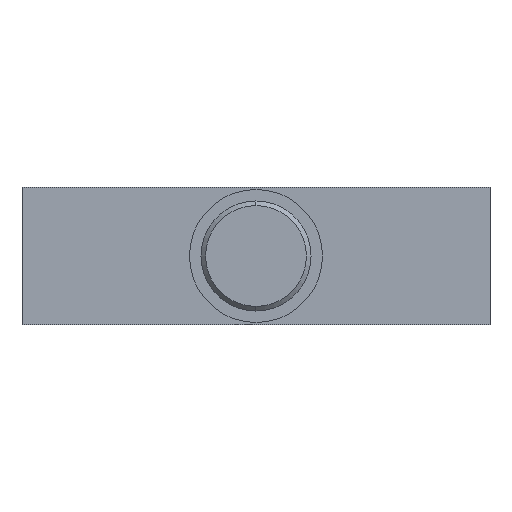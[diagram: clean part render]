
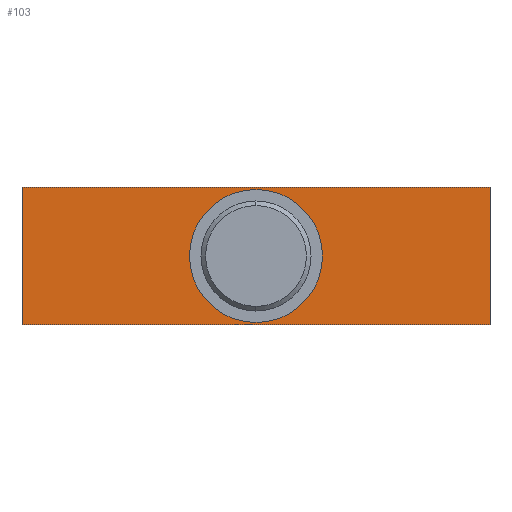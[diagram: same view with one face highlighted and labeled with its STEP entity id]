
A CAD part, left-side view. The second image highlights one B-rep face of the part: STEP entity #103.
In plain terms, the highlighted planar face has unit normal (-1, 0, 0).
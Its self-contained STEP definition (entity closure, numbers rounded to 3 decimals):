
#4 = VERTEX_POINT ( 'NONE', #537 ) ;
#16 = VERTEX_POINT ( 'NONE', #180 ) ;
#36 = VERTEX_POINT ( 'NONE', #331 ) ;
#44 = VERTEX_POINT ( 'NONE', #550 ) ;
#48 = VERTEX_POINT ( 'NONE', #733 ) ;
#103 = ADVANCED_FACE ( 'NONE', ( #1529, #1540 ), #965, .F. ) ;
#167 = DIRECTION ( 'NONE',  ( 0., 1., 0. ) ) ;
#172 = DIRECTION ( 'NONE',  ( 0., -1., 0. ) ) ;
#180 = CARTESIAN_POINT ( 'NONE',  ( -23., 25.5, -7.5 ) ) ;
#320 = CARTESIAN_POINT ( 'NONE',  ( -23., 25.5, -7.5 ) ) ;
#331 = CARTESIAN_POINT ( 'NONE',  ( -23., 0., 7.25 ) ) ;
#342 = DIRECTION ( 'NONE',  ( -1., 0., 0. ) ) ;
#357 = CARTESIAN_POINT ( 'NONE',  ( -23., 0., 0. ) ) ;
#381 = CARTESIAN_POINT ( 'NONE',  ( -23., 25.5, 7.5 ) ) ;
#414 = CARTESIAN_POINT ( 'NONE',  ( -23., 25.5, 7.5 ) ) ;
#483 = DIRECTION ( 'NONE',  ( 0., -1., 0. ) ) ;
#537 = CARTESIAN_POINT ( 'NONE',  ( -23., 0., -7.25 ) ) ;
#550 = CARTESIAN_POINT ( 'NONE',  ( -23., -25.5, -7.5 ) ) ;
#574 = VERTEX_POINT ( 'NONE', #834 ) ;
#733 = CARTESIAN_POINT ( 'NONE',  ( -23., 25.5, 7.5 ) ) ;
#834 = CARTESIAN_POINT ( 'NONE',  ( -23., -25.5, 7.5 ) ) ;
#836 = DIRECTION ( 'NONE',  ( 1., 0., 0. ) ) ;
#965 = PLANE ( 'NONE',  #1800 ) ;
#966 = DIRECTION ( 'NONE',  ( 0., 1., 0. ) ) ;
#1050 = EDGE_LOOP ( 'NONE', ( #1135, #1279, #1175, #1176 ) ) ;
#1098 = EDGE_LOOP ( 'NONE', ( #1145, #1173 ) ) ;
#1135 = ORIENTED_EDGE ( 'NONE', *, *, #1893, .T. ) ;
#1145 = ORIENTED_EDGE ( 'NONE', *, *, #1767, .F. ) ;
#1173 = ORIENTED_EDGE ( 'NONE', *, *, #1943, .F. ) ;
#1175 = ORIENTED_EDGE ( 'NONE', *, *, #1897, .F. ) ;
#1176 = ORIENTED_EDGE ( 'NONE', *, *, #1944, .T. ) ;
#1279 = ORIENTED_EDGE ( 'NONE', *, *, #1978, .F. ) ;
#1529 = FACE_OUTER_BOUND ( 'NONE', #1050, .T. ) ;
#1540 = FACE_BOUND ( 'NONE', #1098, .T. ) ;
#1584 = CIRCLE ( 'NONE', #1984, 7.25 ) ;
#1660 = LINE ( 'NONE', #320, #1661 ) ;
#1661 = VECTOR ( 'NONE', #172, 1000. ) ;
#1666 = LINE ( 'NONE', #381, #1667 ) ;
#1667 = VECTOR ( 'NONE', #483, 1000. ) ;
#1684 = LINE ( 'NONE', #2093, #1687 ) ;
#1687 = VECTOR ( 'NONE', #2059, 1000. ) ;
#1689 = CIRCLE ( 'NONE', #1726, 7.25 ) ;
#1705 = LINE ( 'NONE', #2179, #1706 ) ;
#1706 = VECTOR ( 'NONE', #2128, 1000. ) ;
#1726 = AXIS2_PLACEMENT_3D ( 'NONE', #2129, #2190, #2045 ) ;
#1767 = EDGE_CURVE ( 'NONE', #4, #36, #1584, .T. ) ;
#1800 = AXIS2_PLACEMENT_3D ( 'NONE', #414, #836, #966 ) ;
#1893 = EDGE_CURVE ( 'NONE', #16, #44, #1660, .T. ) ;
#1897 = EDGE_CURVE ( 'NONE', #48, #574, #1666, .T. ) ;
#1943 = EDGE_CURVE ( 'NONE', #36, #4, #1689, .T. ) ;
#1944 = EDGE_CURVE ( 'NONE', #48, #16, #1684, .T. ) ;
#1978 = EDGE_CURVE ( 'NONE', #574, #44, #1705, .T. ) ;
#1984 = AXIS2_PLACEMENT_3D ( 'NONE', #357, #342, #167 ) ;
#2045 = DIRECTION ( 'NONE',  ( 0., 1., 0. ) ) ;
#2059 = DIRECTION ( 'NONE',  ( 0., 0., -1. ) ) ;
#2093 = CARTESIAN_POINT ( 'NONE',  ( -23., 25.5, 7.5 ) ) ;
#2128 = DIRECTION ( 'NONE',  ( 0., 0., -1. ) ) ;
#2129 = CARTESIAN_POINT ( 'NONE',  ( -23., 0., 0. ) ) ;
#2179 = CARTESIAN_POINT ( 'NONE',  ( -23., -25.5, 7.5 ) ) ;
#2190 = DIRECTION ( 'NONE',  ( -1., 0., 0. ) ) ;
